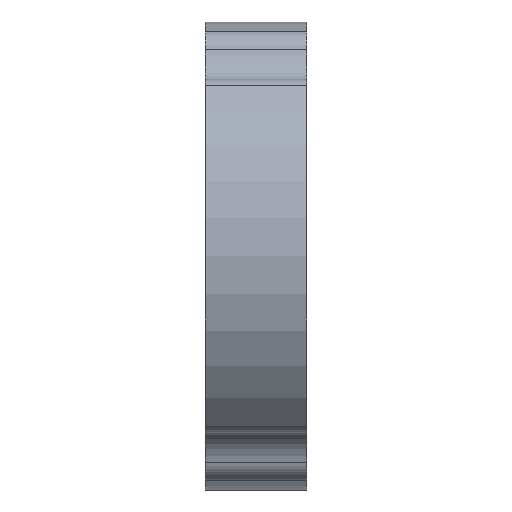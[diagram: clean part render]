
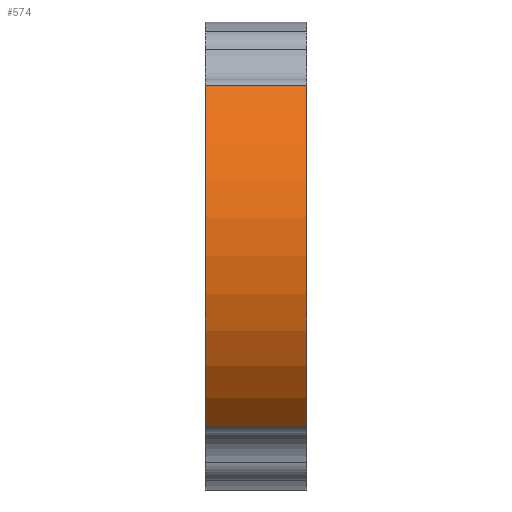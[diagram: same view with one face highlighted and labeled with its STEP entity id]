
A CAD part, left-side view. The second image highlights one B-rep face of the part: STEP entity #574.
In plain terms, the highlighted cylindrical face has radius 30 mm (diameter 60 mm), a partial arc.
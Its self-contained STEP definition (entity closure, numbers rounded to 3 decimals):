
#36 = CARTESIAN_POINT ( 'NONE',  ( -20.548, 4.5, -21.859 ) ) ;
#53 = CARTESIAN_POINT ( 'NONE',  ( 0., 0., 0. ) ) ;
#54 = DIRECTION ( 'NONE',  ( 0., -1., 0. ) ) ;
#81 = DIRECTION ( 'NONE',  ( 0., 0., 1. ) ) ;
#93 = EDGE_CURVE ( 'NONE', #1194, #305, #1140, .T. ) ;
#97 = ORIENTED_EDGE ( 'NONE', *, *, #952, .T. ) ;
#153 = DIRECTION ( 'NONE',  ( 0., 1., 0. ) ) ;
#178 = VERTEX_POINT ( 'NONE', #241 ) ;
#194 = CARTESIAN_POINT ( 'NONE',  ( -20.548, 13., 21.859 ) ) ;
#199 = AXIS2_PLACEMENT_3D ( 'NONE', #551, #1017, #81 ) ;
#241 = CARTESIAN_POINT ( 'NONE',  ( -20.548, 0., 21.859 ) ) ;
#252 = DIRECTION ( 'NONE',  ( 0., 0., 1. ) ) ;
#267 = VECTOR ( 'NONE', #153, 1000. ) ;
#275 = ORIENTED_EDGE ( 'NONE', *, *, #93, .T. ) ;
#288 = AXIS2_PLACEMENT_3D ( 'NONE', #642, #912, #1002 ) ;
#305 = VERTEX_POINT ( 'NONE', #842 ) ;
#319 = CIRCLE ( 'NONE', #947, 30. ) ;
#385 = CARTESIAN_POINT ( 'NONE',  ( -20.548, 13., -21.859 ) ) ;
#409 = VERTEX_POINT ( 'NONE', #194 ) ;
#422 = DIRECTION ( 'NONE',  ( 0., 1., 0. ) ) ;
#443 = FACE_OUTER_BOUND ( 'NONE', #533, .T. ) ;
#533 = EDGE_LOOP ( 'NONE', ( #650, #774, #275, #97 ) ) ;
#535 = CARTESIAN_POINT ( 'NONE',  ( -20.548, 4.5, 21.859 ) ) ;
#537 = CYLINDRICAL_SURFACE ( 'NONE', #288, 30. ) ;
#551 = CARTESIAN_POINT ( 'NONE',  ( 0., 13., 0. ) ) ;
#574 = ADVANCED_FACE ( 'NONE', ( #443 ), #537, .T. ) ;
#642 = CARTESIAN_POINT ( 'NONE',  ( 0., 4.5, 0. ) ) ;
#650 = ORIENTED_EDGE ( 'NONE', *, *, #862, .T. ) ;
#675 = CIRCLE ( 'NONE', #199, 30. ) ;
#774 = ORIENTED_EDGE ( 'NONE', *, *, #1082, .F. ) ;
#842 = CARTESIAN_POINT ( 'NONE',  ( -20.548, 0., -21.859 ) ) ;
#862 = EDGE_CURVE ( 'NONE', #178, #409, #995, .T. ) ;
#912 = DIRECTION ( 'NONE',  ( 0., -1., 0. ) ) ;
#947 = AXIS2_PLACEMENT_3D ( 'NONE', #53, #422, #252 ) ;
#952 = EDGE_CURVE ( 'NONE', #305, #178, #319, .T. ) ;
#995 = LINE ( 'NONE', #535, #267 ) ;
#1002 = DIRECTION ( 'NONE',  ( 0., 0., -1. ) ) ;
#1017 = DIRECTION ( 'NONE',  ( 0., 1., 0. ) ) ;
#1082 = EDGE_CURVE ( 'NONE', #1194, #409, #675, .T. ) ;
#1137 = VECTOR ( 'NONE', #54, 1000. ) ;
#1140 = LINE ( 'NONE', #36, #1137 ) ;
#1194 = VERTEX_POINT ( 'NONE', #385 ) ;
